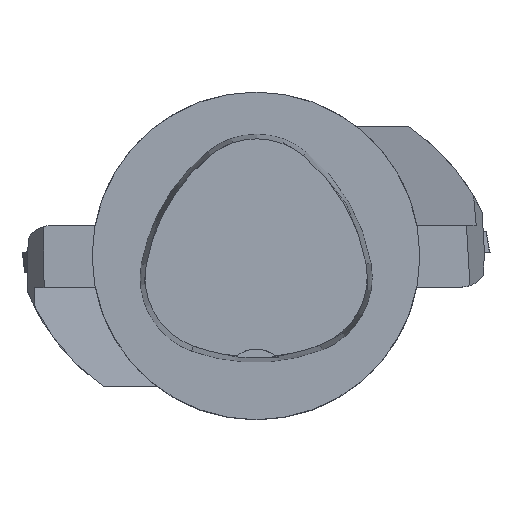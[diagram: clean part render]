
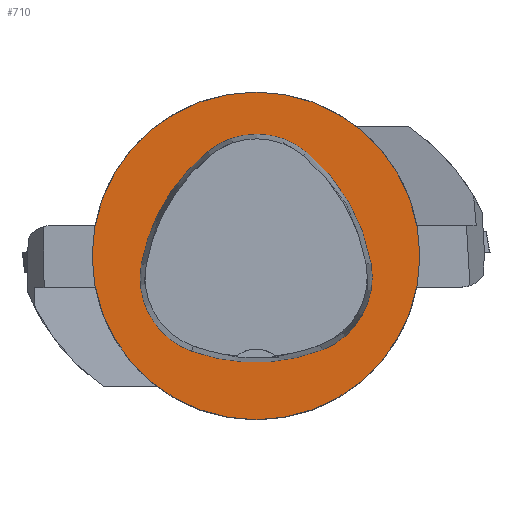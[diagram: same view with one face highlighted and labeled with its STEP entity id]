
A CAD part, top view. The second image highlights one B-rep face of the part: STEP entity #710.
In plain terms, the highlighted planar face has unit normal (0, 0, 1).
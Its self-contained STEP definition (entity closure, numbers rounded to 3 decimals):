
#310=FACE_BOUND('',#1240,.T.);
#311=FACE_BOUND('',#1241,.T.);
#552=CIRCLE('',#4044,31.5);
#553=CIRCLE('',#4050,36.);
#555=CIRCLE('',#4053,15.);
#557=CIRCLE('',#4056,36.);
#559=CIRCLE('',#4059,15.);
#563=CIRCLE('',#4064,36.);
#565=CIRCLE('',#4067,15.);
#710=ADVANCED_FACE('',(#310,#311),#865,.T.);
#865=PLANE('',#4072);
#1240=EDGE_LOOP('',(#1983,#1984,#1985,#1986,#1987,#1988));
#1241=EDGE_LOOP('',(#1989));
#1983=ORIENTED_EDGE('',*,*,#2987,.T.);
#1984=ORIENTED_EDGE('',*,*,#2967,.T.);
#1985=ORIENTED_EDGE('',*,*,#2971,.T.);
#1986=ORIENTED_EDGE('',*,*,#2974,.T.);
#1987=ORIENTED_EDGE('',*,*,#2977,.T.);
#1988=ORIENTED_EDGE('',*,*,#2985,.T.);
#1989=ORIENTED_EDGE('',*,*,#2958,.F.);
#2525=VERTEX_POINT('',#6122);
#2534=VERTEX_POINT('',#6141);
#2535=VERTEX_POINT('',#6142);
#2538=VERTEX_POINT('',#6150);
#2540=VERTEX_POINT('',#6156);
#2542=VERTEX_POINT('',#6162);
#2549=VERTEX_POINT('',#6183);
#2958=EDGE_CURVE('',#2525,#2525,#552,.T.);
#2967=EDGE_CURVE('',#2534,#2535,#553,.T.);
#2971=EDGE_CURVE('',#2535,#2538,#555,.T.);
#2974=EDGE_CURVE('',#2538,#2540,#557,.T.);
#2977=EDGE_CURVE('',#2540,#2542,#559,.T.);
#2985=EDGE_CURVE('',#2542,#2549,#563,.T.);
#2987=EDGE_CURVE('',#2549,#2534,#565,.T.);
#4044=AXIS2_PLACEMENT_3D('',#6121,#4758,#4759);
#4050=AXIS2_PLACEMENT_3D('',#6140,#4774,#4775);
#4053=AXIS2_PLACEMENT_3D('',#6149,#4782,#4783);
#4056=AXIS2_PLACEMENT_3D('',#6155,#4789,#4790);
#4059=AXIS2_PLACEMENT_3D('',#6161,#4796,#4797);
#4064=AXIS2_PLACEMENT_3D('',#6184,#4808,#4809);
#4067=AXIS2_PLACEMENT_3D('',#6187,#4814,#4815);
#4072=AXIS2_PLACEMENT_3D('',#6192,#4824,#4825);
#4758=DIRECTION('',(0.,0.,-1.));
#4759=DIRECTION('',(-1.,0.,0.));
#4774=DIRECTION('',(0.,0.,-1.));
#4775=DIRECTION('',(-1.,0.,0.));
#4782=DIRECTION('',(0.,0.,-1.));
#4783=DIRECTION('',(-1.,0.,0.));
#4789=DIRECTION('',(0.,0.,-1.));
#4790=DIRECTION('',(-1.,0.,0.));
#4796=DIRECTION('',(0.,0.,-1.));
#4797=DIRECTION('',(-1.,0.,0.));
#4808=DIRECTION('',(0.,0.,-1.));
#4809=DIRECTION('',(-1.,0.,0.));
#4814=DIRECTION('',(0.,0.,-1.));
#4815=DIRECTION('',(-1.,0.,0.));
#4824=DIRECTION('',(0.,0.,1.));
#4825=DIRECTION('',(1.,0.,0.));
#6121=CARTESIAN_POINT('',(0.,0.,0.));
#6122=CARTESIAN_POINT('',(-31.5,0.,0.));
#6140=CARTESIAN_POINT('',(13.398,-7.893,0.));
#6141=CARTESIAN_POINT('',(-22.041,-1.562,0.));
#6142=CARTESIAN_POINT('',(-9.317,20.036,0.));
#6149=CARTESIAN_POINT('',(0.148,8.399,0.));
#6150=CARTESIAN_POINT('',(9.779,19.898,0.));
#6155=CARTESIAN_POINT('',(-13.337,-7.7,0.));
#6156=CARTESIAN_POINT('',(22.122,-1.48,0.));
#6161=CARTESIAN_POINT('',(7.347,-4.071,0.));
#6162=CARTESIAN_POINT('',(12.693,-18.087,0.));
#6183=CARTESIAN_POINT('',(-12.373,-18.307,0.));
#6184=CARTESIAN_POINT('',(-0.137,15.55,0.));
#6187=CARTESIAN_POINT('',(-7.275,-4.2,0.));
#6192=CARTESIAN_POINT('',(0.,0.,0.));
